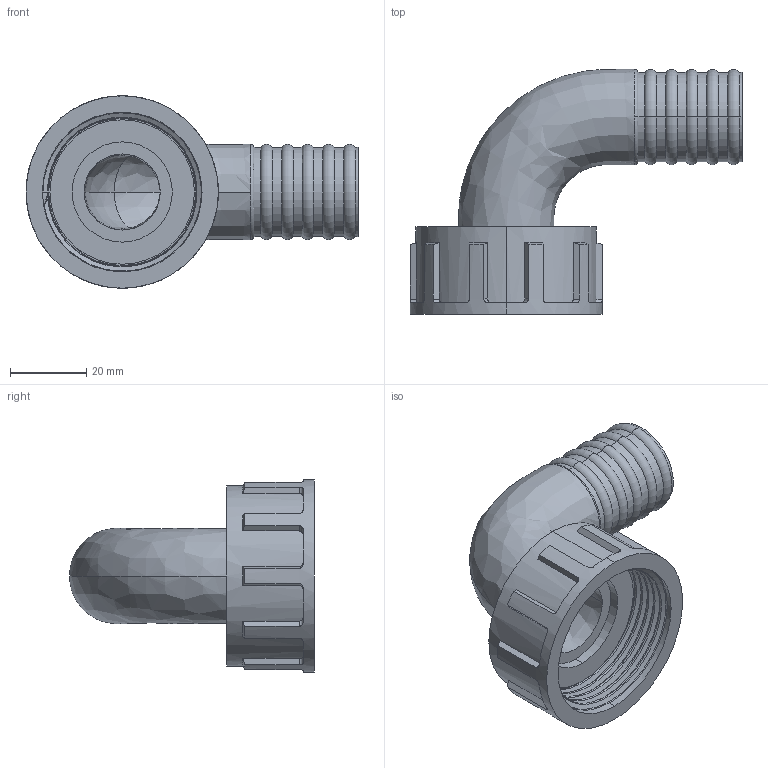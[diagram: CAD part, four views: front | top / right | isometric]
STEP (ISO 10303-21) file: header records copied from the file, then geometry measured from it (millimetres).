
FILE_DESCRIPTION (( 'STEP AP203' ), '1' );
FILE_NAME ('00121_0925.STEP', '2017-05-10T14:14:30', ( '' ), ( '' ), 'SwSTEP 2.0', 'SolidWorks 2011', '' );
FILE_SCHEMA (( 'CONFIG_CONTROL_DESIGN' ));
Length unit declared in the file: millimetre
Products named in the file (4): 00121_0925; 00125_0909; 00122_0909; 00124_0925
Assembly tree (3 placements, depth 2):
  00121_0925
    00125_0909
    00122_0909
    00124_0925
Bounding box: 87.15 x 64.3 x 50.5 mm (x, y, z)
Volume: 34216.9 mm3; surface area: 26405.6 mm2
Topology: 3 solids, 3 shells, 137 faces, 387 edges, 258 vertices
Faces by surface type: cylinder 60, plane 39, torus 15, cone 12, bspline 11
Entity records: 10176 total; most frequent: CARTESIAN_POINT 6405, ORIENTED_EDGE 774, DIRECTION 651, EDGE_CURVE 387, AXIS2_PLACEMENT_3D 264, VERTEX_POINT 258, EDGE_LOOP 145, FACE_OUTER_BOUND 137
